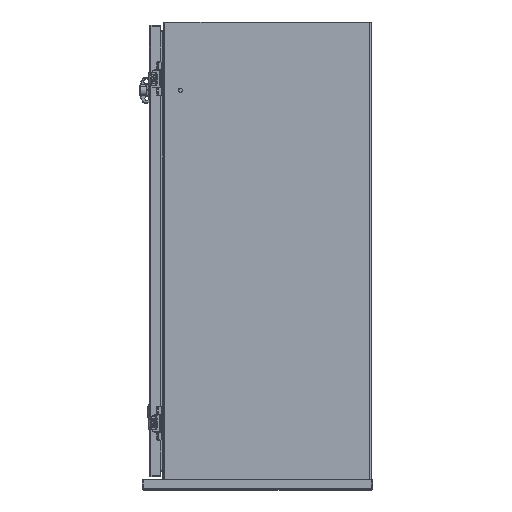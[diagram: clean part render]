
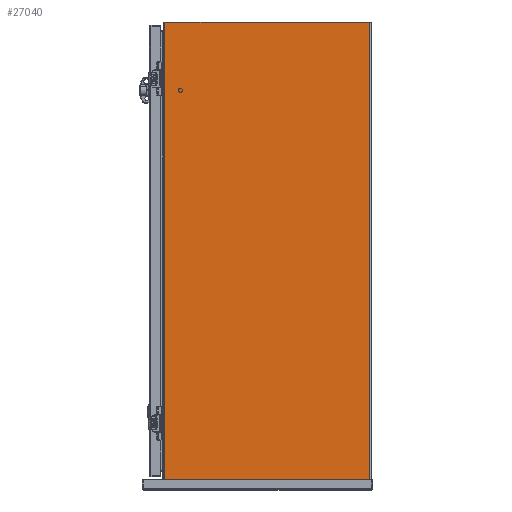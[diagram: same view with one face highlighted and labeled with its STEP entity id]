
A CAD part, left-side view. The second image highlights one B-rep face of the part: STEP entity #27040.
In plain terms, the highlighted planar face has unit normal (-1, 0, 0).
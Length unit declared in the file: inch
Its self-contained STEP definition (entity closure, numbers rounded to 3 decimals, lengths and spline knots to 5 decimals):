
#645 = CARTESIAN_POINT ( 'NONE',  ( -12., 15.883, 0. ) ) ;
#9082 = LINE ( 'NONE', #102014, #86065 ) ;
#10862 = DIRECTION ( 'NONE',  ( 0., 0., -1. ) ) ;
#11098 = VECTOR ( 'NONE', #35320, 39.37008 ) ;
#13003 = CARTESIAN_POINT ( 'NONE',  ( -12., 15.883, 0. ) ) ;
#13226 = VERTEX_POINT ( 'NONE', #27505 ) ;
#17264 = DIRECTION ( 'NONE',  ( -1., 0., 0. ) ) ;
#18343 = FACE_OUTER_BOUND ( 'NONE', #99926, .T. ) ;
#19293 = EDGE_CURVE ( 'NONE', #27863, #43567, #94620, .T. ) ;
#21645 = CARTESIAN_POINT ( 'NONE',  ( -12., 0.136, -35.925 ) ) ;
#21799 = EDGE_CURVE ( 'NONE', #13226, #27863, #95539, .T. ) ;
#23623 = EDGE_CURVE ( 'NONE', #13226, #88996, #100748, .T. ) ;
#27040 = ADVANCED_FACE ( 'NONE', ( #18343 ), #36112, .T. ) ;
#27505 = CARTESIAN_POINT ( 'NONE',  ( -12., 0.136, 0. ) ) ;
#27863 = VERTEX_POINT ( 'NONE', #645 ) ;
#35320 = DIRECTION ( 'NONE',  ( 0., 0., -1. ) ) ;
#36112 = PLANE ( 'NONE',  #43405 ) ;
#43405 = AXIS2_PLACEMENT_3D ( 'NONE', #83741, #17264, #66992 ) ;
#43567 = VERTEX_POINT ( 'NONE', #72868 ) ;
#56081 = DIRECTION ( 'NONE',  ( 0., 1., 0. ) ) ;
#59570 = VECTOR ( 'NONE', #10862, 39.37008 ) ;
#60592 = ORIENTED_EDGE ( 'NONE', *, *, #21799, .T. ) ;
#64494 = VECTOR ( 'NONE', #56081, 39.37008 ) ;
#66992 = DIRECTION ( 'NONE',  ( 0., 0., 1. ) ) ;
#72868 = CARTESIAN_POINT ( 'NONE',  ( -12., 15.883, -35.925 ) ) ;
#78819 = CARTESIAN_POINT ( 'NONE',  ( -12., 8.0095, 0. ) ) ;
#82192 = EDGE_CURVE ( 'NONE', #88996, #43567, #9082, .T. ) ;
#82667 = ORIENTED_EDGE ( 'NONE', *, *, #19293, .T. ) ;
#83585 = ORIENTED_EDGE ( 'NONE', *, *, #82192, .F. ) ;
#83741 = CARTESIAN_POINT ( 'NONE',  ( -12., 15.883, 0. ) ) ;
#86065 = VECTOR ( 'NONE', #103093, 39.37008 ) ;
#88996 = VERTEX_POINT ( 'NONE', #21645 ) ;
#92634 = CARTESIAN_POINT ( 'NONE',  ( -12., 0.136, 0. ) ) ;
#94620 = LINE ( 'NONE', #13003, #59570 ) ;
#95267 = ORIENTED_EDGE ( 'NONE', *, *, #23623, .F. ) ;
#95539 = LINE ( 'NONE', #78819, #64494 ) ;
#99926 = EDGE_LOOP ( 'NONE', ( #95267, #60592, #82667, #83585 ) ) ;
#100748 = LINE ( 'NONE', #92634, #11098 ) ;
#102014 = CARTESIAN_POINT ( 'NONE',  ( -12., 8.0095, -35.925 ) ) ;
#103093 = DIRECTION ( 'NONE',  ( 0., 1., 0. ) ) ;
